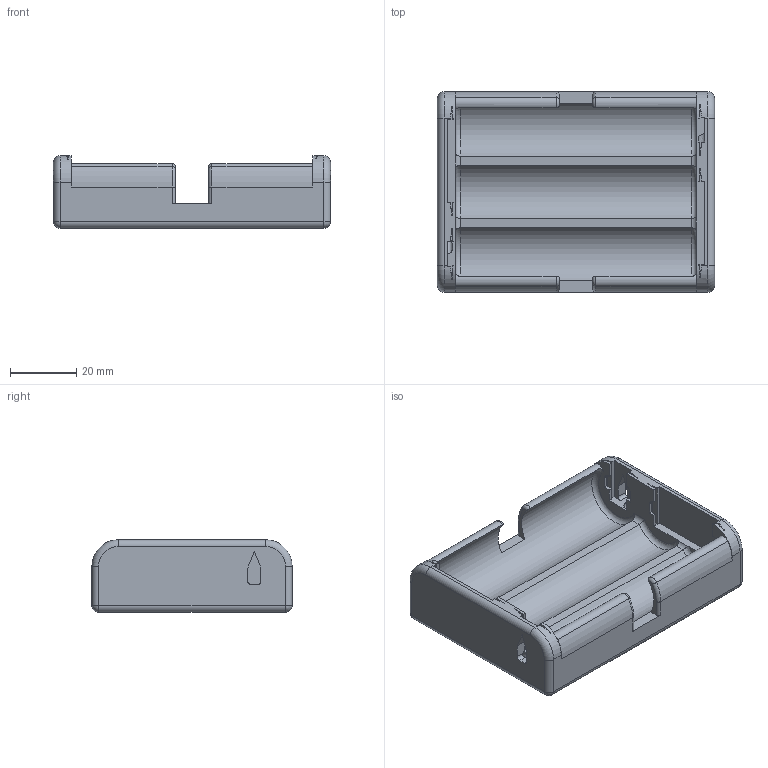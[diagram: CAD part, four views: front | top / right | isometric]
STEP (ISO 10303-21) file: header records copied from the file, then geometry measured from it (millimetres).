
FILE_DESCRIPTION(/* description */ ('STEP AP242','CAx-IF Rec.Pracs.---Representation and Presentation of Product Manufacturing Information (PMI)---4.0---2014-10-13','CAx-IF Rec.Pracs.---3D Tessellated Geometry---0.4---2014-09-14','2;1'),/* implementation_level */ '2;1');
FILE_NAME(/* name */ '64b7774763279d254c1e4ad2',/* time_stamp */ '2023-07-19T05:40:23Z',/* author */ (''),/* organization */ (''),/* preprocessor_version */ 'ST-DEVELOPER v19.4',/* originating_system */ ' ',/* authorisation */ ' ');
FILE_SCHEMA (('AP242_MANAGED_MODEL_BASED_3D_ENGINEERING_MIM_LF { 1 0 10303 442 1 1 4 }'));
Length unit declared in the file: metre
Products named in the file (1): Part 1
Bounding box: 83.6 x 60.4 x 21.8 mm (x, y, z)
Volume: 35787.1 mm3; surface area: 20992.5 mm2
Topology: 1 solids, 1 shells, 203 faces, 585 edges, 374 vertices
Faces by surface type: plane 130, cylinder 47, torus 20, sphere 4, bspline 2
Full cylindrical faces by diameter (mm): 2.5 x2
Entity records: 6629 total; most frequent: CARTESIAN_POINT 1315, ORIENTED_EDGE 1140, DIRECTION 1072, EDGE_CURVE 570, LINE 410, VECTOR 410, VERTEX_POINT 369, AXIS2_PLACEMENT_3D 331
